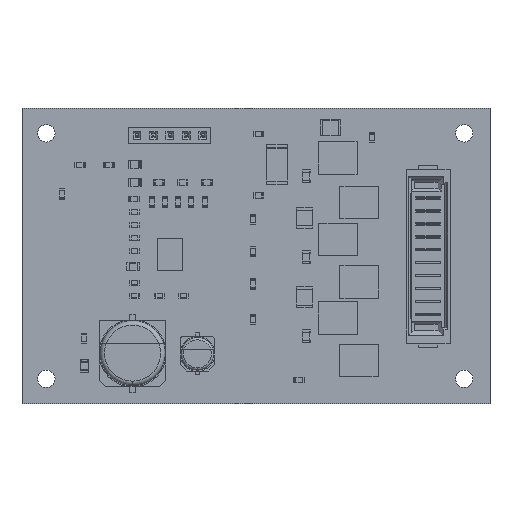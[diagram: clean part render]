
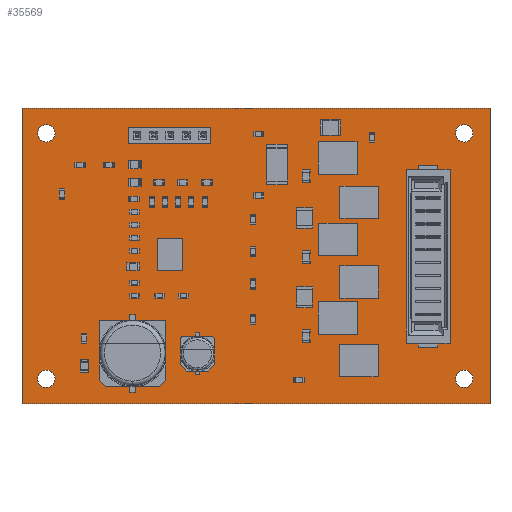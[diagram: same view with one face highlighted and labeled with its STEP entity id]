
A CAD part, top view. The second image highlights one B-rep face of the part: STEP entity #35569.
In plain terms, the highlighted planar face has unit normal (0, 0, 1).
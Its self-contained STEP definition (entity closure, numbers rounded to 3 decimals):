
#35336 = VERTEX_POINT('',#35337);
#35337 = CARTESIAN_POINT('',(96.695,-74.219,1.6));
#35343 = EDGE_CURVE('',#35336,#35344,#35346,.T.);
#35344 = VERTEX_POINT('',#35345);
#35345 = CARTESIAN_POINT('',(24.305,-74.219,1.6));
#35346 = LINE('',#35347,#35348);
#35347 = CARTESIAN_POINT('',(96.695,-74.219,1.6));
#35348 = VECTOR('',#35349,1.);
#35349 = DIRECTION('',(-1.,0.,0.));
#35376 = VERTEX_POINT('',#35377);
#35377 = CARTESIAN_POINT('',(96.695,-28.499,1.6));
#35383 = EDGE_CURVE('',#35376,#35336,#35384,.T.);
#35384 = LINE('',#35385,#35386);
#35385 = CARTESIAN_POINT('',(96.695,-28.499,1.6));
#35386 = VECTOR('',#35387,1.);
#35387 = DIRECTION('',(0.,-1.,0.));
#35405 = EDGE_CURVE('',#35344,#35406,#35408,.T.);
#35406 = VERTEX_POINT('',#35407);
#35407 = CARTESIAN_POINT('',(24.305,-28.499,1.6));
#35408 = LINE('',#35409,#35410);
#35409 = CARTESIAN_POINT('',(24.305,-74.219,1.6));
#35410 = VECTOR('',#35411,1.);
#35411 = DIRECTION('',(0.,1.,0.));
#35569 = ADVANCED_FACE('',(#35570,#35581,#35592,#35603,#35614,#35625,
    #35636,#35647,#35658,#35669,#35680,#35691),#35702,.T.);
#35570 = FACE_BOUND('',#35571,.T.);
#35571 = EDGE_LOOP('',(#35572,#35573,#35574,#35580));
#35572 = ORIENTED_EDGE('',*,*,#35343,.F.);
#35573 = ORIENTED_EDGE('',*,*,#35383,.F.);
#35574 = ORIENTED_EDGE('',*,*,#35575,.F.);
#35575 = EDGE_CURVE('',#35406,#35376,#35576,.T.);
#35576 = LINE('',#35577,#35578);
#35577 = CARTESIAN_POINT('',(24.305,-28.499,1.6));
#35578 = VECTOR('',#35579,1.);
#35579 = DIRECTION('',(1.,0.,0.));
#35580 = ORIENTED_EDGE('',*,*,#35405,.F.);
#35581 = FACE_BOUND('',#35582,.T.);
#35582 = EDGE_LOOP('',(#35583));
#35583 = ORIENTED_EDGE('',*,*,#35584,.T.);
#35584 = EDGE_CURVE('',#35585,#35585,#35587,.T.);
#35585 = VERTEX_POINT('',#35586);
#35586 = CARTESIAN_POINT('',(28.067,-71.708,1.6));
#35587 = CIRCLE('',#35588,1.35);
#35588 = AXIS2_PLACEMENT_3D('',#35589,#35590,#35591);
#35589 = CARTESIAN_POINT('',(28.067,-70.358,1.6));
#35590 = DIRECTION('',(-0.,0.,-1.));
#35591 = DIRECTION('',(-0.,-1.,0.));
#35592 = FACE_BOUND('',#35593,.T.);
#35593 = EDGE_LOOP('',(#35594));
#35594 = ORIENTED_EDGE('',*,*,#35595,.T.);
#35595 = EDGE_CURVE('',#35596,#35596,#35598,.T.);
#35596 = VERTEX_POINT('',#35597);
#35597 = CARTESIAN_POINT('',(92.71,-71.708,1.6));
#35598 = CIRCLE('',#35599,1.35);
#35599 = AXIS2_PLACEMENT_3D('',#35600,#35601,#35602);
#35600 = CARTESIAN_POINT('',(92.71,-70.358,1.6));
#35601 = DIRECTION('',(-0.,0.,-1.));
#35602 = DIRECTION('',(0.,-1.,0.));
#35603 = FACE_BOUND('',#35604,.T.);
#35604 = EDGE_LOOP('',(#35605));
#35605 = ORIENTED_EDGE('',*,*,#35606,.T.);
#35606 = EDGE_CURVE('',#35607,#35607,#35609,.T.);
#35607 = VERTEX_POINT('',#35608);
#35608 = CARTESIAN_POINT('',(87.122,-63.488,1.6));
#35609 = CIRCLE('',#35610,0.6);
#35610 = AXIS2_PLACEMENT_3D('',#35611,#35612,#35613);
#35611 = CARTESIAN_POINT('',(87.122,-62.888,1.6));
#35612 = DIRECTION('',(-0.,0.,-1.));
#35613 = DIRECTION('',(-0.,-1.,0.));
#35614 = FACE_BOUND('',#35615,.T.);
#35615 = EDGE_LOOP('',(#35616));
#35616 = ORIENTED_EDGE('',*,*,#35617,.T.);
#35617 = EDGE_CURVE('',#35618,#35618,#35620,.T.);
#35618 = VERTEX_POINT('',#35619);
#35619 = CARTESIAN_POINT('',(28.067,-33.735,1.6));
#35620 = CIRCLE('',#35621,1.35);
#35621 = AXIS2_PLACEMENT_3D('',#35622,#35623,#35624);
#35622 = CARTESIAN_POINT('',(28.067,-32.385,1.6));
#35623 = DIRECTION('',(-0.,0.,-1.));
#35624 = DIRECTION('',(-0.,-1.,0.));
#35625 = FACE_BOUND('',#35626,.T.);
#35626 = EDGE_LOOP('',(#35627));
#35627 = ORIENTED_EDGE('',*,*,#35628,.T.);
#35628 = EDGE_CURVE('',#35629,#35629,#35631,.T.);
#35629 = VERTEX_POINT('',#35630);
#35630 = CARTESIAN_POINT('',(42.09,-33.25,1.6));
#35631 = CIRCLE('',#35632,0.5);
#35632 = AXIS2_PLACEMENT_3D('',#35633,#35634,#35635);
#35633 = CARTESIAN_POINT('',(42.09,-32.75,1.6));
#35634 = DIRECTION('',(-0.,0.,-1.));
#35635 = DIRECTION('',(-0.,-1.,0.));
#35636 = FACE_BOUND('',#35637,.T.);
#35637 = EDGE_LOOP('',(#35638));
#35638 = ORIENTED_EDGE('',*,*,#35639,.T.);
#35639 = EDGE_CURVE('',#35640,#35640,#35642,.T.);
#35640 = VERTEX_POINT('',#35641);
#35641 = CARTESIAN_POINT('',(44.63,-33.25,1.6));
#35642 = CIRCLE('',#35643,0.5);
#35643 = AXIS2_PLACEMENT_3D('',#35644,#35645,#35646);
#35644 = CARTESIAN_POINT('',(44.63,-32.75,1.6));
#35645 = DIRECTION('',(-0.,0.,-1.));
#35646 = DIRECTION('',(-0.,-1.,0.));
#35647 = FACE_BOUND('',#35648,.T.);
#35648 = EDGE_LOOP('',(#35649));
#35649 = ORIENTED_EDGE('',*,*,#35650,.T.);
#35650 = EDGE_CURVE('',#35651,#35651,#35653,.T.);
#35651 = VERTEX_POINT('',#35652);
#35652 = CARTESIAN_POINT('',(47.17,-33.25,1.6));
#35653 = CIRCLE('',#35654,0.5);
#35654 = AXIS2_PLACEMENT_3D('',#35655,#35656,#35657);
#35655 = CARTESIAN_POINT('',(47.17,-32.75,1.6));
#35656 = DIRECTION('',(-0.,0.,-1.));
#35657 = DIRECTION('',(-0.,-1.,0.));
#35658 = FACE_BOUND('',#35659,.T.);
#35659 = EDGE_LOOP('',(#35660));
#35660 = ORIENTED_EDGE('',*,*,#35661,.T.);
#35661 = EDGE_CURVE('',#35662,#35662,#35664,.T.);
#35662 = VERTEX_POINT('',#35663);
#35663 = CARTESIAN_POINT('',(49.71,-33.25,1.6));
#35664 = CIRCLE('',#35665,0.5);
#35665 = AXIS2_PLACEMENT_3D('',#35666,#35667,#35668);
#35666 = CARTESIAN_POINT('',(49.71,-32.75,1.6));
#35667 = DIRECTION('',(-0.,0.,-1.));
#35668 = DIRECTION('',(-0.,-1.,0.));
#35669 = FACE_BOUND('',#35670,.T.);
#35670 = EDGE_LOOP('',(#35671));
#35671 = ORIENTED_EDGE('',*,*,#35672,.T.);
#35672 = EDGE_CURVE('',#35673,#35673,#35675,.T.);
#35673 = VERTEX_POINT('',#35674);
#35674 = CARTESIAN_POINT('',(52.25,-33.25,1.6));
#35675 = CIRCLE('',#35676,0.5);
#35676 = AXIS2_PLACEMENT_3D('',#35677,#35678,#35679);
#35677 = CARTESIAN_POINT('',(52.25,-32.75,1.6));
#35678 = DIRECTION('',(-0.,0.,-1.));
#35679 = DIRECTION('',(-0.,-1.,0.));
#35680 = FACE_BOUND('',#35681,.T.);
#35681 = EDGE_LOOP('',(#35682));
#35682 = ORIENTED_EDGE('',*,*,#35683,.T.);
#35683 = EDGE_CURVE('',#35684,#35684,#35686,.T.);
#35684 = VERTEX_POINT('',#35685);
#35685 = CARTESIAN_POINT('',(87.122,-40.288,1.6));
#35686 = CIRCLE('',#35687,0.4);
#35687 = AXIS2_PLACEMENT_3D('',#35688,#35689,#35690);
#35688 = CARTESIAN_POINT('',(87.122,-39.888,1.6));
#35689 = DIRECTION('',(-0.,0.,-1.));
#35690 = DIRECTION('',(-0.,-1.,0.));
#35691 = FACE_BOUND('',#35692,.T.);
#35692 = EDGE_LOOP('',(#35693));
#35693 = ORIENTED_EDGE('',*,*,#35694,.T.);
#35694 = EDGE_CURVE('',#35695,#35695,#35697,.T.);
#35695 = VERTEX_POINT('',#35696);
#35696 = CARTESIAN_POINT('',(92.71,-33.735,1.6));
#35697 = CIRCLE('',#35698,1.35);
#35698 = AXIS2_PLACEMENT_3D('',#35699,#35700,#35701);
#35699 = CARTESIAN_POINT('',(92.71,-32.385,1.6));
#35700 = DIRECTION('',(-0.,0.,-1.));
#35701 = DIRECTION('',(0.,-1.,0.));
#35702 = PLANE('',#35703);
#35703 = AXIS2_PLACEMENT_3D('',#35704,#35705,#35706);
#35704 = CARTESIAN_POINT('',(0.,0.,1.6));
#35705 = DIRECTION('',(0.,0.,1.));
#35706 = DIRECTION('',(1.,0.,-0.));
